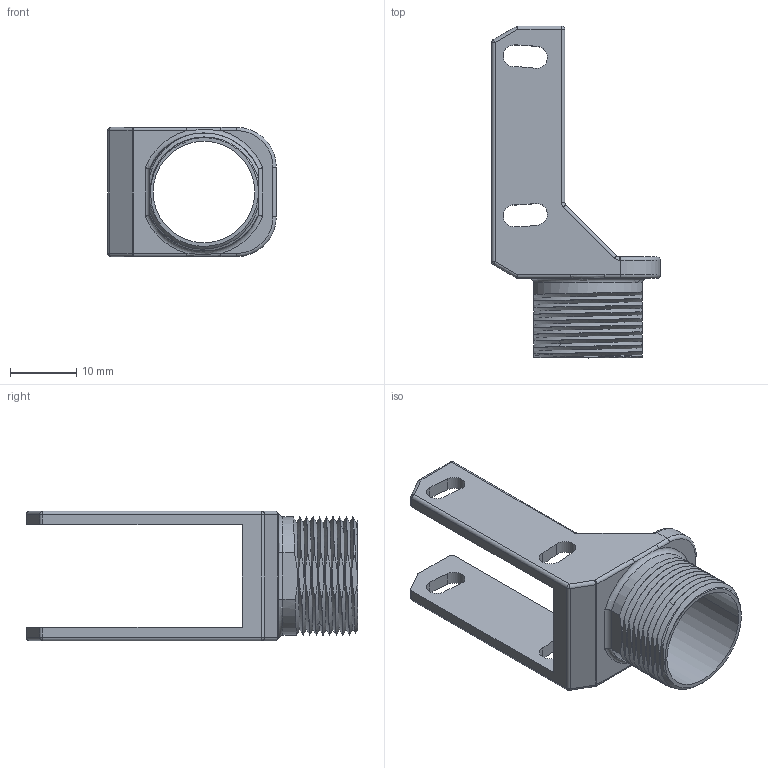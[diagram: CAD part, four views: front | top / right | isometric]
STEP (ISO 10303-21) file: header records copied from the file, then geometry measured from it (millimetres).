
FILE_DESCRIPTION((''),'2;1');
FILE_NAME('141852_SW','2008-08-15T',('banengservice'),('BANNER ENGINEERING'),'PRO/ENGINEER BY PARAMETRIC TECHNOLOGY CORPORATION, 2006170','PRO/ENGINEER BY PARAMETRIC TECHNOLOGY CORPORATION, 2006170','');
FILE_SCHEMA(('CONFIG_CONTROL_DESIGN'));
Length unit declared in the file: inch
Products named in the file (1): 141852_SW
Bounding box: 25.4 x 50 x 19.5 mm (x, y, z)
Volume: 2923.4 mm3; surface area: 4442.8 mm2
Topology: 1 solids, 1 shells, 449 faces, 1246 edges, 812 vertices
Faces by surface type: plane 345, cylinder 73, sphere 10, torus 10, bspline 8, cone 3
Entity records: 16698 total; most frequent: CARTESIAN_POINT 5280, ORIENTED_EDGE 2492, DIRECTION 2148, EDGE_CURVE 1246, VECTOR 1024, LINE 1024, VERTEX_POINT 812, AXIS2_PLACEMENT_3D 562
